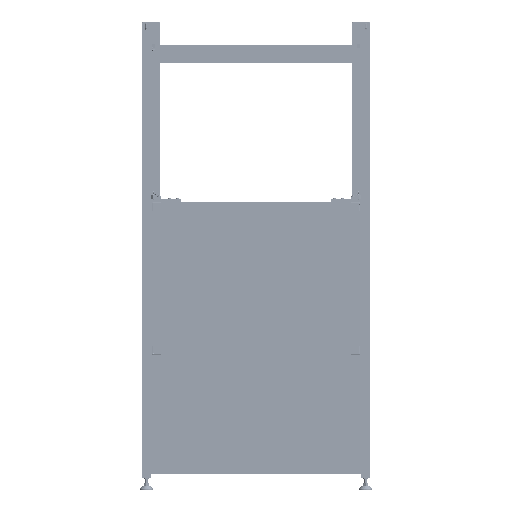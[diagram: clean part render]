
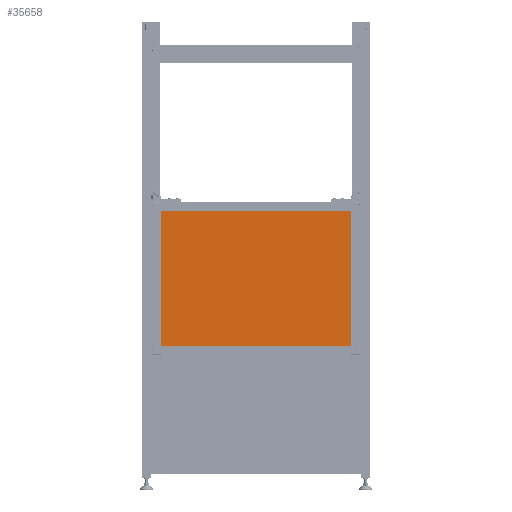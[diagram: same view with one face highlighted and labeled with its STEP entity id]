
A CAD part, front view. The second image highlights one B-rep face of the part: STEP entity #35658.
In plain terms, the highlighted planar face has unit normal (0, -1, 0).
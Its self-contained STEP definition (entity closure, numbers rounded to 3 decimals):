
#35658=ADVANCED_FACE('',(#43156),#43157,.T.);
#43156=FACE_OUTER_BOUND('',#52506,.T.);
#43157=PLANE('',#52507);
#52506=EDGE_LOOP('',(#65349,#65350,#65351,#65352));
#52507=AXIS2_PLACEMENT_3D('',#65353,#65354,#65355);
#65349=ORIENTED_EDGE('',*,*,#87408,.F.);
#65350=ORIENTED_EDGE('',*,*,#87411,.F.);
#65351=ORIENTED_EDGE('',*,*,#87403,.F.);
#65352=ORIENTED_EDGE('',*,*,#87399,.F.);
#65353=CARTESIAN_POINT('',(0.,-60.5,856.843));
#65354=DIRECTION('',(0.0,-1.0,0.));
#65355=DIRECTION('',(1.0,0.0,0.0));
#87399=EDGE_CURVE('',#97346,#97348,#97349,.T.);
#87403=EDGE_CURVE('',#97348,#97354,#97355,.T.);
#87408=EDGE_CURVE('',#97361,#97346,#97363,.T.);
#87411=EDGE_CURVE('',#97354,#97361,#97366,.T.);
#97346=VERTEX_POINT('',#112444);
#97348=VERTEX_POINT('',#112447);
#97349=LINE('',#112448,#112449);
#97354=VERTEX_POINT('',#112456);
#97355=LINE('',#112457,#112458);
#97361=VERTEX_POINT('',#112466);
#97363=LINE('',#112469,#112470);
#97366=LINE('',#112474,#112475);
#112444=CARTESIAN_POINT('',(-427.0,-60.5,550.843));
#112447=CARTESIAN_POINT('',(-427.0,-60.5,1162.843));
#112448=CARTESIAN_POINT('',(-427.0,-60.5,856.843));
#112449=VECTOR('',#136757,1.0);
#112456=CARTESIAN_POINT('',(427.0,-60.5,1162.843));
#112457=CARTESIAN_POINT('',(0.,-60.5,1162.843));
#112458=VECTOR('',#136760,1.0);
#112466=CARTESIAN_POINT('',(427.0,-60.5,550.843));
#112469=CARTESIAN_POINT('',(0.,-60.5,550.843));
#112470=VECTOR('',#136764,1.0);
#112474=CARTESIAN_POINT('',(427.0,-60.5,856.843));
#112475=VECTOR('',#136766,1.0);
#136757=DIRECTION('',(0.0,0.,1.0));
#136760=DIRECTION('',(1.0,0.0,0.0));
#136764=DIRECTION('',(-1.0,0.0,0.0));
#136766=DIRECTION('',(0.0,0.,-1.0));
